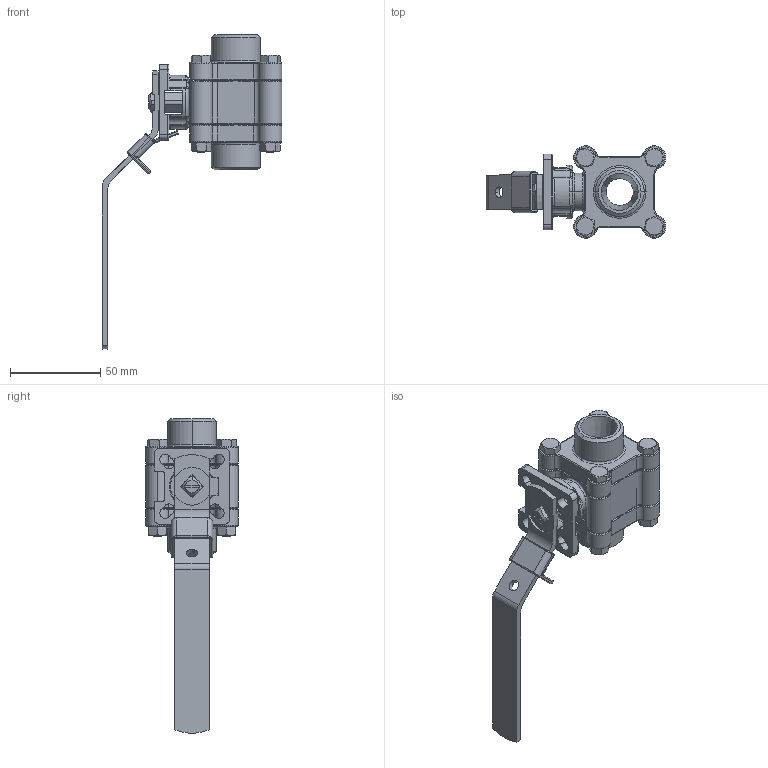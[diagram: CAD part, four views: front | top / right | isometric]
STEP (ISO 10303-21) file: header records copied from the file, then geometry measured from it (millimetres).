
FILE_DESCRIPTION (( 'STEP AP214' ), '1' );
FILE_NAME ('ZL9BK2D.STEP', '2010-09-29T05:47:33', ( 'Hsu22' ), ( 'Hollings' ), 'SwSTEP 2.0', 'SolidWorks 2008', '' );
FILE_SCHEMA (( 'AUTOMOTIVE_DESIGN' ));
Length unit declared in the file: millimetre
Products named in the file (7): SB85BK2DBEX0_預設; SAL9T10TWCAEX0_預設; SHA0L9T10C0_預設; SDDL9T10CA8_預設; YSHM6-50_預設; YNM6_預設; ZL9BK2D
Assembly tree (13 placements, depth 2):
  ZL9BK2D
    YNM6_預設  x4
    YSHM6-50_預設  x4
    SHA0L9T10C0_預設
    SDDL9T10CA8_預設
    SB85BK2DBEX0_預設  x2
    SAL9T10TWCAEX0_預設
Bounding box: 99.7 x 51.2 x 174.32 mm (x, y, z)
Volume: 94720.4 mm3; surface area: 52483.7 mm2
Topology: 13 solids, 13 shells, 771 faces, 1867 edges, 1095 vertices
Faces by surface type: cylinder 279, plane 186, torus 135, cone 96, bspline 59, sphere 16
Entity records: 18768 total; most frequent: CARTESIAN_POINT 5457, DIRECTION 2925, ORIENTED_EDGE 2682, EDGE_CURVE 1341, AXIS2_PLACEMENT_3D 1221, VERTEX_POINT 805, CIRCLE 697, EDGE_LOOP 610
